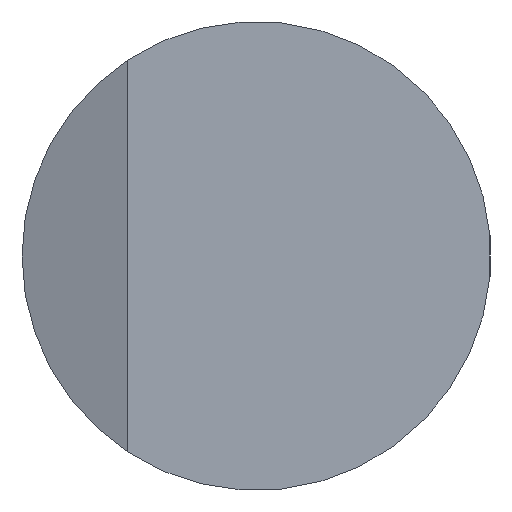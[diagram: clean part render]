
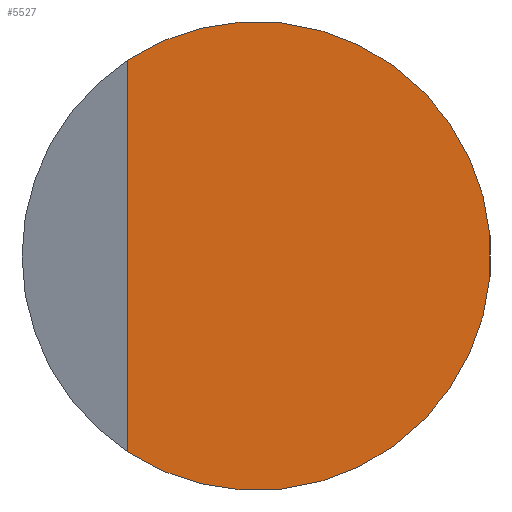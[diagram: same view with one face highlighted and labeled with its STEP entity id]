
A CAD part, left-side view. The second image highlights one B-rep face of the part: STEP entity #5527.
In plain terms, the highlighted planar face has unit normal (-1, 0, 0).
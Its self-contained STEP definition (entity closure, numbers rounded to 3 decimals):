
#21=PLANE('',#6181);
#404=CIRCLE('',#6176,25.);
#663=LINE('',#9389,#1175);
#1175=VECTOR('',#7341,1000.);
#1944=ORIENTED_EDGE('',*,*,#3479,.T.);
#1945=ORIENTED_EDGE('',*,*,#3470,.F.);
#3470=EDGE_CURVE('',#4238,#4239,#404,.T.);
#3479=EDGE_CURVE('',#4238,#4239,#663,.T.);
#4238=VERTEX_POINT('',#9371);
#4239=VERTEX_POINT('',#9372);
#4629=EDGE_LOOP('',(#1944,#1945));
#5141=FACE_BOUND('',#4629,.T.);
#5527=ADVANCED_FACE('',(#5141),#21,.F.);
#6176=AXIS2_PLACEMENT_3D('',#9370,#7324,#7325);
#6181=AXIS2_PLACEMENT_3D('',#9388,#7339,#7340);
#7324=DIRECTION('',(1.,0.,0.));
#7325=DIRECTION('',(0.,0.,-1.));
#7339=DIRECTION('',(1.,0.,0.));
#7340=DIRECTION('',(0.,0.,-1.));
#7341=DIRECTION('',(0.,0.,-1.));
#9370=CARTESIAN_POINT('',(0.,0.,0.));
#9371=CARTESIAN_POINT('',(0.,13.75,20.879));
#9372=CARTESIAN_POINT('',(0.,13.75,-20.879));
#9388=CARTESIAN_POINT('',(0.,0.,0.));
#9389=CARTESIAN_POINT('',(0.,13.75,25.));
